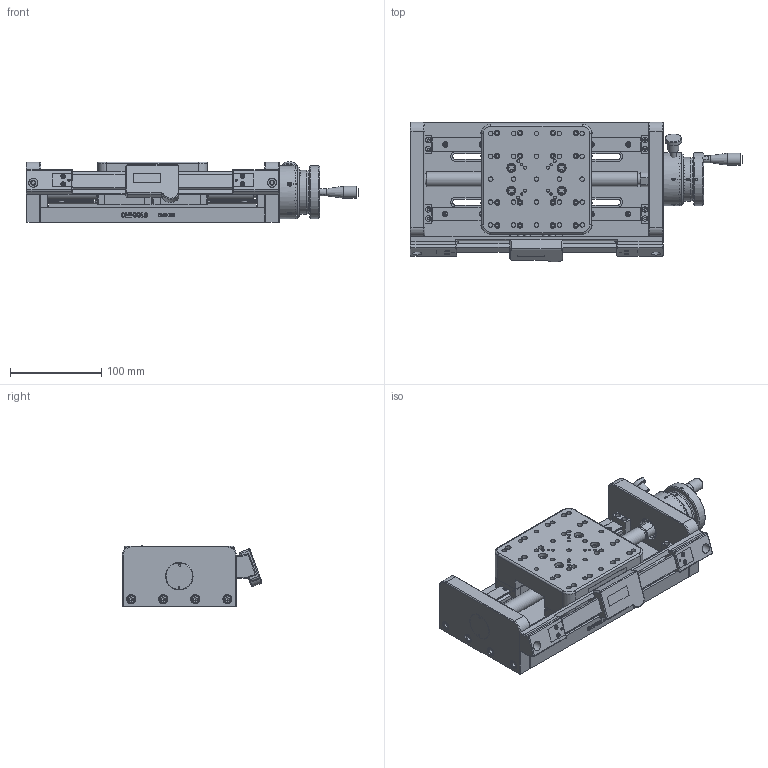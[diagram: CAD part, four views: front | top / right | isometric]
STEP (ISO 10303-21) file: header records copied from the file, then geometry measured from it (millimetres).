
FILE_DESCRIPTION(/* description */ ('STEP AP203'),/* implementation_level */ '2;1');
FILE_NAME(/* name */ 'OMSX100a.stp',/* time_stamp */ '2023-06-20T17:29:07+05:00',/* author */ ('ets'),/* organization */ ('China'),/* preprocessor_version */ 'ST-DEVELOPER v18.1',/* originating_system */ 'Autodesk Inventor 2021',/* authorisation */ '');
FILE_SCHEMA (('AUTOMOTIVE_DESIGN { 1 0 10303 214 3 1 1 }'));
Products named in the file (1): OMSX100
Bounding box: 363 x 152.81 x 66.58 mm (x, y, z)
Surface area: 261652.9 mm2 (no closed solid volume)
Topology: 0 solids, 89 shells, 838 faces, 3751 edges, 2868 vertices
Faces by surface type: plane 455, cylinder 245, torus 46, bspline 36, cone 29, sphere 27
Full cylindrical faces by diameter (mm): 1.5 x8, 2 x2, 2.5 x8, 3.3 x8, 5 x29, 6 x37, 6.6 x4, 8 x2, 8.5 x2, 10 x14, 12 x3, 13 x1, 15 x1, 16 x1, 17.333 x1, 18 x1, 22.667 x1, 25 x1, 30 x1, 47 x1, 48 x1, 50 x1, 58 x2
Entity records: 50841 total; most frequent: CARTESIAN_POINT 20920, DIRECTION 6100, ORIENTED_EDGE 5217, EDGE_CURVE 3709, VERTEX_POINT 2868, LINE 2200, VECTOR 2200, AXIS2_PLACEMENT_3D 1950
